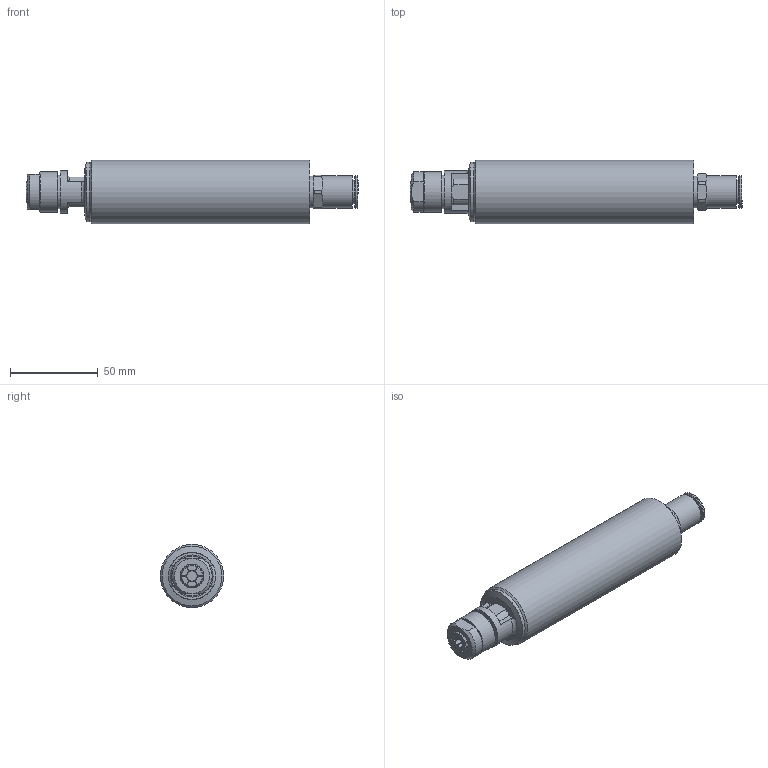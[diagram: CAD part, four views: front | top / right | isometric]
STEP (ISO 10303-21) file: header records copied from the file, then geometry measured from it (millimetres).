
FILE_DESCRIPTION(/* description */ (''),/* implementation_level */ '2;1');
FILE_NAME(/* name */ 'ES 280 ER_29924527.stp',/* time_stamp */ '2019-05-07T15:28:47+02:00',/* author */ ('flambert'),/* organization */ (''),/* preprocessor_version */ 'ST-DEVELOPER v17',/* originating_system */ 'Autodesk Inventor 2018',/* authorisation */ '');
FILE_SCHEMA (('AUTOMOTIVE_DESIGN { 1 0 10303 214 3 1 1 }'));
Length unit declared in the file: millimetre
Products named in the file (1): ES 280 ER_29924527
Bounding box: 188.92 x 36 x 36 mm (x, y, z)
Volume: 143849.6 mm3; surface area: 27484.8 mm2
Topology: 1 solids, 2 shells, 244 faces, 747 edges, 479 vertices
Faces by surface type: plane 110, cone 73, cylinder 59, torus 2
Full cylindrical faces by diameter (mm): 6 x1, 11 x1, 12 x2, 12.2 x1, 13.2 x2, 17.917 x1, 18 x1, 18.5 x2, 19 x4, 23 x1, 24 x1, 34 x1, 36 x1
Entity records: 8796 total; most frequent: CARTESIAN_POINT 1946, ORIENTED_EDGE 1494, DIRECTION 1370, EDGE_CURVE 747, AXIS2_PLACEMENT_3D 569, VERTEX_POINT 479, CIRCLE 324, EDGE_LOOP 262
